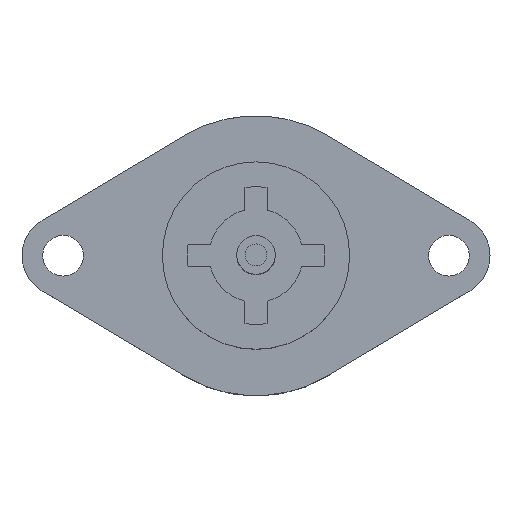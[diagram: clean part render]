
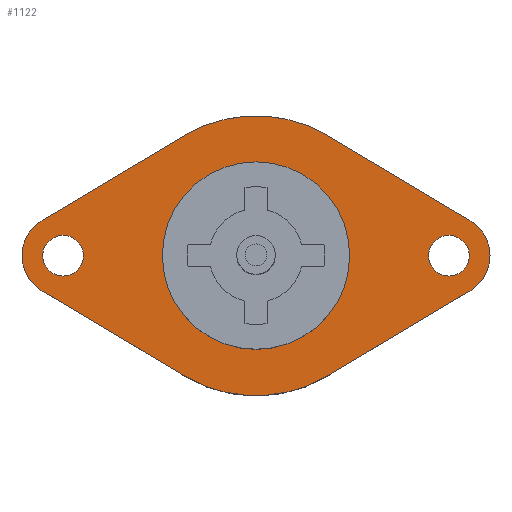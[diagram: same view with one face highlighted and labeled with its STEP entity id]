
A CAD part, top view. The second image highlights one B-rep face of the part: STEP entity #1122.
In plain terms, the highlighted planar face has unit normal (0, 0, 1).
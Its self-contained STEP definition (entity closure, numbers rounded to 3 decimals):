
#93=CARTESIAN_POINT('',(-17.5,0.,8.5));
#94=DIRECTION('',(0.,0.,-1.));
#95=DIRECTION('',(1.,0.,0.));
#96=AXIS2_PLACEMENT_3D('',#93,#94,#95);
#98=CARTESIAN_POINT('',(-17.5,0.,8.5));
#99=DIRECTION('',(0.,0.,-1.));
#100=DIRECTION('',(-1.,0.,0.));
#101=AXIS2_PLACEMENT_3D('',#98,#99,#100);
#103=CARTESIAN_POINT('',(17.5,0.,8.5));
#104=DIRECTION('',(0.,0.,-1.));
#105=DIRECTION('',(1.,0.,0.));
#106=AXIS2_PLACEMENT_3D('',#103,#104,#105);
#108=CARTESIAN_POINT('',(17.5,0.,8.5));
#109=DIRECTION('',(0.,0.,-1.));
#110=DIRECTION('',(-1.,0.,0.));
#111=AXIS2_PLACEMENT_3D('',#108,#109,#110);
#113=CARTESIAN_POINT('',(0.,0.,8.5));
#114=DIRECTION('',(0.,0.,1.));
#115=DIRECTION('',(0.512,0.859,0.));
#116=AXIS2_PLACEMENT_3D('',#113,#114,#115);
#118=DIRECTION('',(-0.859,0.512,0.));
#119=VECTOR('',#118,15.027);
#120=CARTESIAN_POINT('',(19.412,3.205,8.5));
#121=LINE('',#120,#119);
#122=CARTESIAN_POINT('',(17.5,0.,8.5));
#123=DIRECTION('',(0.,0.,1.));
#124=DIRECTION('',(0.512,-0.859,0.));
#125=AXIS2_PLACEMENT_3D('',#122,#123,#124);
#127=DIRECTION('',(0.859,0.512,0.));
#128=VECTOR('',#127,15.027);
#129=CARTESIAN_POINT('',(6.508,-10.906,8.5));
#130=LINE('',#129,#128);
#131=CARTESIAN_POINT('',(0.,0.,8.5));
#132=DIRECTION('',(0.,0.,1.));
#133=DIRECTION('',(-0.512,-0.859,0.));
#134=AXIS2_PLACEMENT_3D('',#131,#132,#133);
#136=DIRECTION('',(0.859,-0.512,0.));
#137=VECTOR('',#136,15.027);
#138=CARTESIAN_POINT('',(-19.412,-3.205,8.5));
#139=LINE('',#138,#137);
#140=CARTESIAN_POINT('',(-17.5,0.,8.5));
#141=DIRECTION('',(0.,0.,1.));
#142=DIRECTION('',(-0.512,0.859,0.));
#143=AXIS2_PLACEMENT_3D('',#140,#141,#142);
#145=DIRECTION('',(-0.859,-0.512,0.));
#146=VECTOR('',#145,15.027);
#147=CARTESIAN_POINT('',(-6.508,10.906,8.5));
#148=LINE('',#147,#146);
#199=CARTESIAN_POINT('',(0.,0.,8.5));
#200=DIRECTION('',(0.,0.,1.));
#201=DIRECTION('',(1.,0.,0.));
#202=AXIS2_PLACEMENT_3D('',#199,#200,#201);
#208=CARTESIAN_POINT('',(0.,0.,8.5));
#209=DIRECTION('',(0.,0.,1.));
#210=DIRECTION('',(-1.,0.,0.));
#211=AXIS2_PLACEMENT_3D('',#208,#209,#210);
#905=CARTESIAN_POINT('',(-15.65,0.,8.5));
#906=CARTESIAN_POINT('',(-19.35,0.,8.5));
#907=VERTEX_POINT('',#905);
#908=VERTEX_POINT('',#906);
#909=CARTESIAN_POINT('',(19.35,0.,8.5));
#910=CARTESIAN_POINT('',(15.65,0.,8.5));
#911=VERTEX_POINT('',#909);
#912=VERTEX_POINT('',#910);
#913=CARTESIAN_POINT('',(6.508,10.906,8.5));
#914=CARTESIAN_POINT('',(-6.508,10.906,8.5));
#915=VERTEX_POINT('',#913);
#916=VERTEX_POINT('',#914);
#917=CARTESIAN_POINT('',(-19.412,3.205,8.5));
#918=VERTEX_POINT('',#917);
#919=CARTESIAN_POINT('',(-19.412,-3.205,8.5));
#920=VERTEX_POINT('',#919);
#921=CARTESIAN_POINT('',(-6.508,-10.906,8.5));
#922=VERTEX_POINT('',#921);
#923=CARTESIAN_POINT('',(6.508,-10.906,8.5));
#924=VERTEX_POINT('',#923);
#925=CARTESIAN_POINT('',(19.412,-3.205,8.5));
#926=VERTEX_POINT('',#925);
#927=CARTESIAN_POINT('',(19.412,3.205,8.5));
#928=VERTEX_POINT('',#927);
#941=CARTESIAN_POINT('',(8.5,0.,8.5));
#942=CARTESIAN_POINT('',(-8.5,0.,8.5));
#943=VERTEX_POINT('',#941);
#944=VERTEX_POINT('',#942);
#1084=CARTESIAN_POINT('',(0.,0.,8.5));
#1085=DIRECTION('',(0.,0.,1.));
#1086=DIRECTION('',(1.,0.,0.));
#1087=AXIS2_PLACEMENT_3D('',#1084,#1085,#1086);
#1088=PLANE('',#1087);
#1089=ORIENTED_EDGE('',*,*,#996,.F.);
#1091=ORIENTED_EDGE('',*,*,#1090,.F.);
#1093=ORIENTED_EDGE('',*,*,#1092,.F.);
#1095=ORIENTED_EDGE('',*,*,#1094,.F.);
#1097=ORIENTED_EDGE('',*,*,#1096,.F.);
#1099=ORIENTED_EDGE('',*,*,#1098,.F.);
#1101=ORIENTED_EDGE('',*,*,#1100,.F.);
#1103=ORIENTED_EDGE('',*,*,#1102,.F.);
#1104=EDGE_LOOP('',(#1089,#1091,#1093,#1095,#1097,#1099,#1101,#1103));
#1105=FACE_OUTER_BOUND('',#1104,.F.);
#1107=ORIENTED_EDGE('',*,*,#1106,.F.);
#1109=ORIENTED_EDGE('',*,*,#1108,.F.);
#1110=EDGE_LOOP('',(#1107,#1109));
#1111=FACE_BOUND('',#1110,.F.);
#1112=ORIENTED_EDGE('',*,*,#1064,.F.);
#1113=ORIENTED_EDGE('',*,*,#1078,.F.);
#1114=EDGE_LOOP('',(#1112,#1113));
#1115=FACE_BOUND('',#1114,.F.);
#1117=ORIENTED_EDGE('',*,*,#1116,.T.);
#1119=ORIENTED_EDGE('',*,*,#1118,.T.);
#1120=EDGE_LOOP('',(#1117,#1119));
#1121=FACE_BOUND('',#1120,.F.);
#1122=ADVANCED_FACE('',(#1105,#1111,#1115,#1121),#1088,.T.);
#97=CIRCLE('',#96,1.85);
#102=CIRCLE('',#101,1.85);
#107=CIRCLE('',#106,1.85);
#112=CIRCLE('',#111,1.85);
#117=CIRCLE('',#116,12.7);
#126=CIRCLE('',#125,3.732);
#135=CIRCLE('',#134,12.7);
#144=CIRCLE('',#143,3.732);
#203=CIRCLE('',#202,8.5);
#212=CIRCLE('',#211,8.5);
#996=EDGE_CURVE('',#915,#916,#117,.T.);
#1064=EDGE_CURVE('',#907,#908,#97,.T.);
#1078=EDGE_CURVE('',#908,#907,#102,.T.);
#1090=EDGE_CURVE('',#928,#915,#121,.T.);
#1092=EDGE_CURVE('',#926,#928,#126,.T.);
#1094=EDGE_CURVE('',#924,#926,#130,.T.);
#1096=EDGE_CURVE('',#922,#924,#135,.T.);
#1098=EDGE_CURVE('',#920,#922,#139,.T.);
#1100=EDGE_CURVE('',#918,#920,#144,.T.);
#1102=EDGE_CURVE('',#916,#918,#148,.T.);
#1106=EDGE_CURVE('',#911,#912,#107,.T.);
#1108=EDGE_CURVE('',#912,#911,#112,.T.);
#1116=EDGE_CURVE('',#943,#944,#203,.T.);
#1118=EDGE_CURVE('',#944,#943,#212,.T.);
